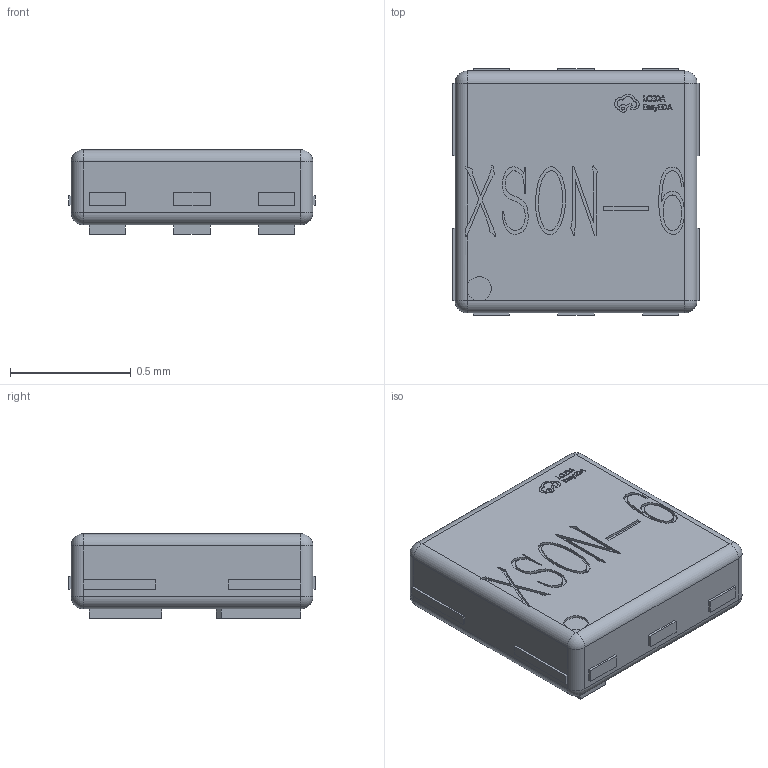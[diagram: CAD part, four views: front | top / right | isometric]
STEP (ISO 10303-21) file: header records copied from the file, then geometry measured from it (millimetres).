
FILE_DESCRIPTION (( 'STEP AP214' ), '1' );
FILE_NAME ('XSON-6_L1.1-W1.1-H0.4-P0.35-BL.step', '2022-07-26T09:41:41', ( '' ), ( '' ), 'SwSTEP 2.0', 'SolidWorks 2020', '' );
FILE_SCHEMA (( 'AUTOMOTIVE_DESIGN' ));
Length unit declared in the file: millimetre
Products named in the file (1): XSON-6_L1.1-W1.1-H0.4-P0.35-BL
Bounding box: 1.02 x 1.02 x 0.35 mm (x, y, z)
Volume: 0.3 mm3; surface area: 3.4 mm2
Topology: 14 solids, 14 shells, 565 faces, 1507 edges, 987 vertices
Faces by surface type: plane 351, bspline 191, cylinder 15, sphere 8
Entity records: 28649 total; most frequent: CARTESIAN_POINT 9546, ORIENTED_EDGE 2998, DIRECTION 1887, EDGE_CURVE 1499, VECTOR 1075, LINE 1075, VERTEX_POINT 987, EDGE_LOOP 602
